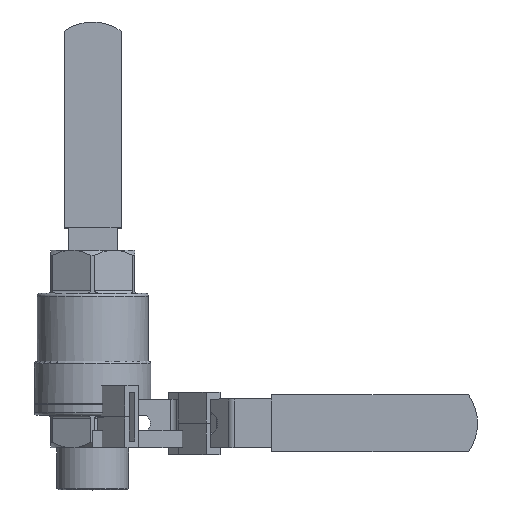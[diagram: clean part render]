
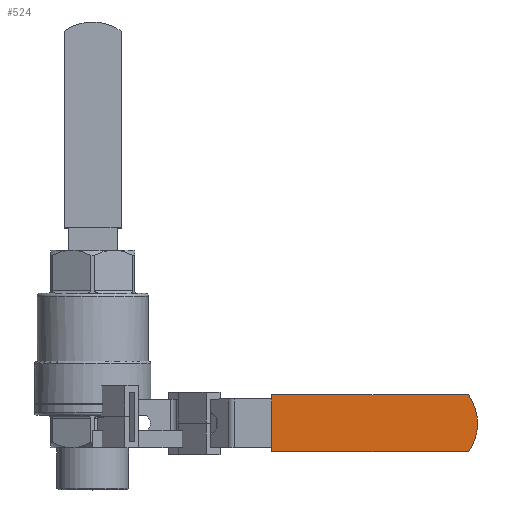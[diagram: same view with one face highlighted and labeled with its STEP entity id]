
A CAD part, top view. The second image highlights one B-rep face of the part: STEP entity #524.
In plain terms, the highlighted face is planar.
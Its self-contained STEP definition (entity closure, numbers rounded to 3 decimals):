
#524 = ADVANCED_FACE( '', ( #1157 ), #1158, .F. );
#1157 = FACE_OUTER_BOUND( '', #1899, .T. );
#1158 = PLANE( '', #1900 );
#1899 = EDGE_LOOP( '', ( #3478, #3479, #3480, #3481 ) );
#1900 = AXIS2_PLACEMENT_3D( '', #3482, #3483, #3484 );
#3478 = ORIENTED_EDGE( '', *, *, #4772, .F. );
#3479 = ORIENTED_EDGE( '', *, *, #4836, .F. );
#3480 = ORIENTED_EDGE( '', *, *, #4631, .F. );
#3481 = ORIENTED_EDGE( '', *, *, #4914, .F. );
#3482 = CARTESIAN_POINT( '', ( 0., 0., 0. ) );
#3483 = DIRECTION( '', ( 0., 1., 0. ) );
#3484 = DIRECTION( '', ( 0., 0., 1. ) );
#4631 = EDGE_CURVE( '', #5597, #5598, #5599, .T. );
#4772 = EDGE_CURVE( '', #5815, #5817, #5818, .T. );
#4836 = EDGE_CURVE( '', #5598, #5815, #5909, .T. );
#4914 = EDGE_CURVE( '', #5817, #5597, #6010, .T. );
#5597 = VERTEX_POINT( '', #7231 );
#5598 = VERTEX_POINT( '', #7232 );
#5599 = LINE( '', #7233, #7234 );
#5815 = VERTEX_POINT( '', #7605 );
#5817 = VERTEX_POINT( '', #7608 );
#5818 = CIRCLE( '', #7609, 18. );
#5909 = LINE( '', #7812, #7813 );
#6010 = LINE( '', #7988, #7989 );
#7231 = CARTESIAN_POINT( '', ( 0., 0., 0. ) );
#7232 = CARTESIAN_POINT( '', ( 0., 0., 21. ) );
#7233 = CARTESIAN_POINT( '', ( 0., 0., 0. ) );
#7234 = VECTOR( '', #9018, 1000. );
#7605 = CARTESIAN_POINT( '', ( 72.62, 0., 21. ) );
#7608 = CARTESIAN_POINT( '', ( 72.62, 0., 0. ) );
#7609 = AXIS2_PLACEMENT_3D( '', #9197, #9198, #9199 );
#7812 = CARTESIAN_POINT( '', ( 0., 0., 21. ) );
#7813 = VECTOR( '', #9254, 1000. );
#7988 = CARTESIAN_POINT( '', ( 76., 0., 0. ) );
#7989 = VECTOR( '', #9323, 1000. );
#9018 = DIRECTION( '', ( 0., 0., 1. ) );
#9197 = CARTESIAN_POINT( '', ( 58., 0., 10.5 ) );
#9198 = DIRECTION( '', ( 0., 1., 0. ) );
#9199 = DIRECTION( '', ( 0., 0., 1. ) );
#9254 = DIRECTION( '', ( 1., 0., 0. ) );
#9323 = DIRECTION( '', ( -1., 0., 0. ) );
